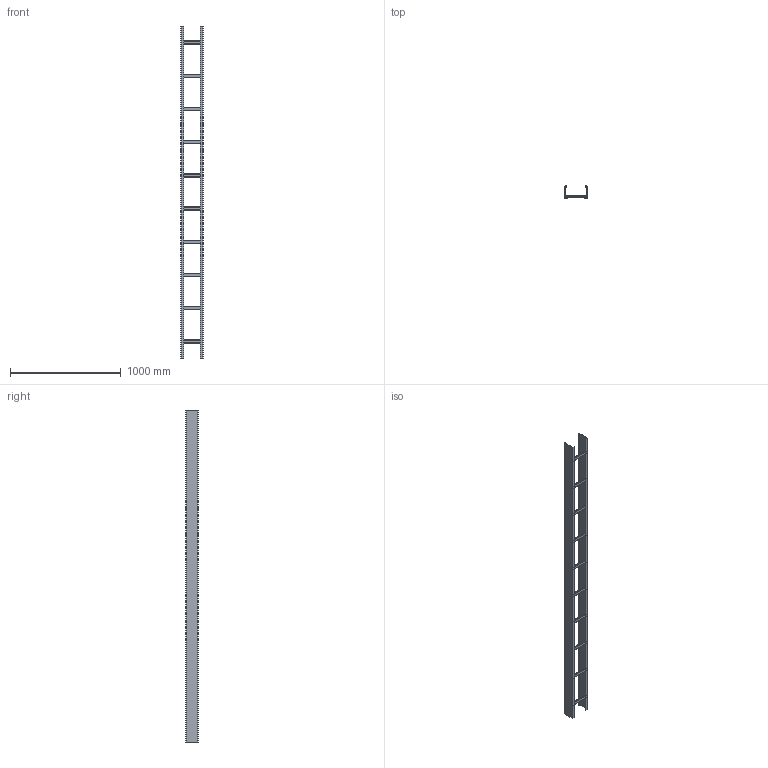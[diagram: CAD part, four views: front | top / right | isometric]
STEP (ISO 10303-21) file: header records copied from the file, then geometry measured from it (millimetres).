
FILE_DESCRIPTION (( 'STEP AP214' ), '1' );
FILE_NAME ('6207302.stp', '2016-09-19T12:54:55', ( '' ), ( '' ), 'SwSTEP 2.0', 'SolidWorks 2014', '' );
FILE_SCHEMA (( 'AUTOMOTIVE_DESIGN' ));
Length unit declared in the file: millimetre
Products named in the file (3): 082108_L193; 6207302; KTS 05.012-104_Leiterholm 110 x 2,0 x 3000 mit D9
Assembly tree (12 placements, depth 2):
  6207302
    KTS 05.012-104_Leiterholm 110 x 2,0 x 3000 mit D9  x2
    082108_L193  x10
Bounding box: 200 x 110 x 3000 mm (x, y, z)
Volume: 1995313.3 mm3; surface area: 2030596.4 mm2
Topology: 12 solids, 12 shells, 424 faces, 848 edges, 448 vertices
Faces by surface type: plane 336, cylinder 88
Entity records: 1674 total; most frequent: DIRECTION 294, CARTESIAN_POINT 259, ORIENTED_EDGE 240, EDGE_CURVE 120, AXIS2_PLACEMENT_3D 99, LINE 96, VECTOR 96, VERTEX_POINT 64
